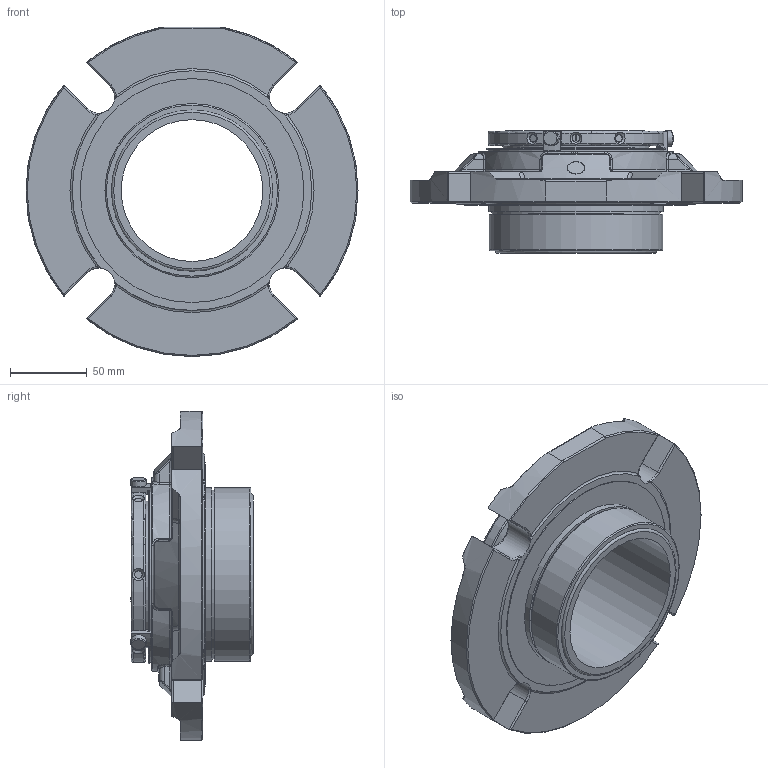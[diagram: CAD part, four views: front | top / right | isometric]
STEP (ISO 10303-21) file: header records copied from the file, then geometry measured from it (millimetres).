
FILE_DESCRIPTION(/* description */ ('Unknown'),/* implementation_level */ '2;1');
FILE_NAME(/* name */ '3.625',/* time_stamp */ '2023-04-04T11:07:37+01:00',/* author */ ('Unknown'),/* organization */ ('Unknown'),/* preprocessor_version */ 'ST-DEVELOPER v18.102',/* originating_system */ 'Solid Edge',/* authorisation */ 'Unknown');
FILE_SCHEMA (('AUTOMOTIVE_DESIGN {1 0 10303 214 3 1 1}'));
Length unit declared in the file: millimetre
Products named in the file (1): 3.625
Bounding box: 215.65 x 79.63 x 213.82 mm (x, y, z)
Volume: 762915.6 mm3; surface area: 123652.1 mm2
Topology: 1 solids, 1 shells, 698 faces, 1837 edges, 1127 vertices
Faces by surface type: plane 222, cylinder 174, bspline 121, torus 91, cone 50, sphere 40
Full cylindrical faces by diameter (mm): 3.761 x1, 5 x2, 6 x3, 10 x3, 11.252 x1, 92.075 x1, 95.225 x1, 104.75 x1, 109.753 x1, 112.7 x1, 113.03 x1, 114.249 x1, 115.773 x1, 145.466 x1
Entity records: 29697 total; most frequent: CARTESIAN_POINT 9307, ORIENTED_EDGE 3464, DIRECTION 2889, EDGE_CURVE 1732, AXIS2_PLACEMENT_3D 1198, VERTEX_POINT 1092, EDGE_LOOP 780, FACE_BOUND 780
